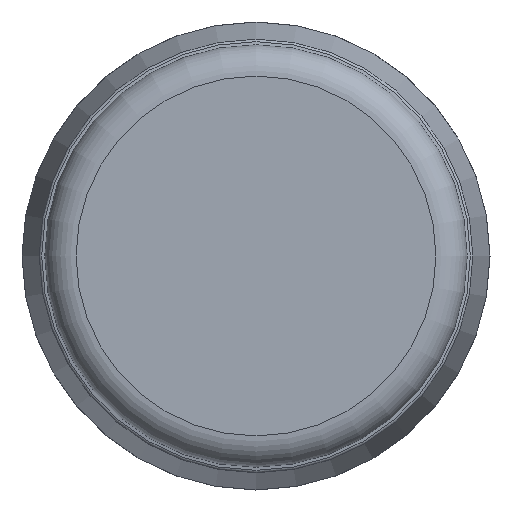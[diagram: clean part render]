
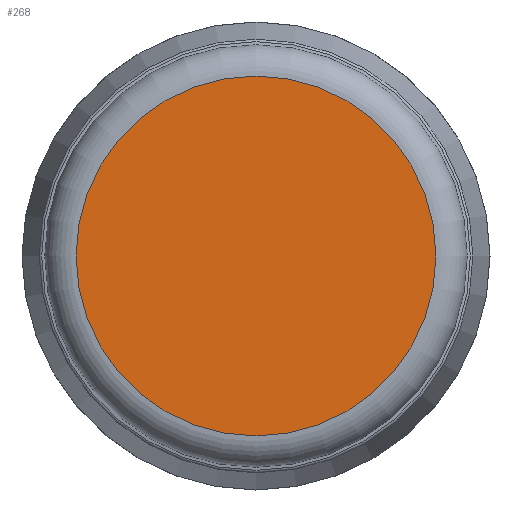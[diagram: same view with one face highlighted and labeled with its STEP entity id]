
A CAD part, front view. The second image highlights one B-rep face of the part: STEP entity #268.
In plain terms, the highlighted planar face has unit normal (0, -1, 0).
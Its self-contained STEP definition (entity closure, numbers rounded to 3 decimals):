
#21=PLANE('',#332);
#54=FACE_OUTER_BOUND('',#73,.T.);
#73=EDGE_LOOP('',(#212));
#101=CIRCLE('',#329,17.25);
#123=VERTEX_POINT('',#490);
#152=EDGE_CURVE('',#123,#123,#101,.T.);
#212=ORIENTED_EDGE('',*,*,#152,.F.);
#268=ADVANCED_FACE('',(#54),#21,.T.);
#329=AXIS2_PLACEMENT_3D('',#492,#409,#410);
#332=AXIS2_PLACEMENT_3D('',#496,#416,#417);
#409=DIRECTION('center_axis',(0.,1.,0.));
#410=DIRECTION('ref_axis',(1.,0.,0.));
#416=DIRECTION('center_axis',(0.,-1.,0.));
#417=DIRECTION('ref_axis',(0.,0.,-1.));
#490=CARTESIAN_POINT('',(0.,0.,-17.25));
#492=CARTESIAN_POINT('Origin',(0.,0.,0.));
#496=CARTESIAN_POINT('Origin',(-20.25,0.,0.));
